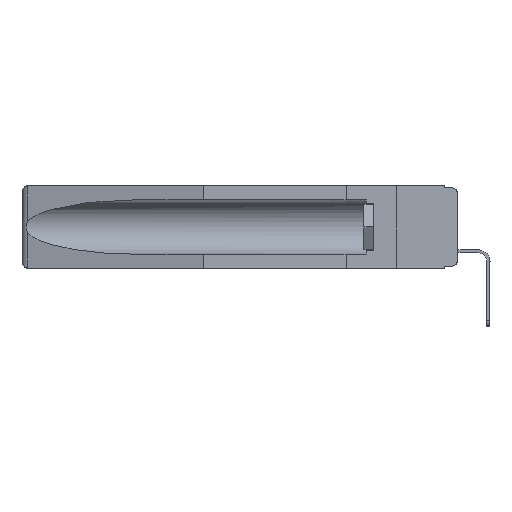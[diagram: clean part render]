
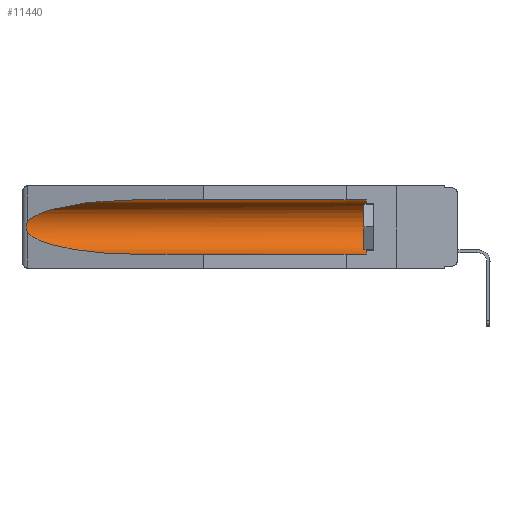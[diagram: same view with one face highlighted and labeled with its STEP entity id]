
A CAD part, left-side view. The second image highlights one B-rep face of the part: STEP entity #11440.
In plain terms, the highlighted cylindrical face has radius 2.857 mm (diameter 5.715 mm), a partial arc.
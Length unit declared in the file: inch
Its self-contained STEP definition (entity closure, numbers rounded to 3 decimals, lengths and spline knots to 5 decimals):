
#81 = DIRECTION ( 'NONE',  ( 0., 0., 1. ) ) ;
#240 = CARTESIAN_POINT ( 'NONE',  ( 0.155, 1.07973, -0.059 ) ) ;
#268 = EDGE_CURVE ( 'NONE', #790, #13180, #1239, .T. ) ;
#312 = CARTESIAN_POINT ( 'NONE',  ( 0.25451, 1.48313, -0.09465 ) ) ;
#727 = CARTESIAN_POINT ( 'NONE',  ( 0.21114, 1.30732, -0.284 ) ) ;
#790 = VERTEX_POINT ( 'NONE', #1537 ) ;
#1239 = B_SPLINE_CURVE_WITH_KNOTS ( 'NONE', 3,
 ( #14867, #14647, #6481, #8193, #19863, #21404, #9866, #11396, #16307, #18236 ),
 .UNSPECIFIED., .F., .F.,
 ( 4, 2, 2, 2, 4 ),
 ( 0., 0.00029, 0.00058, 0.00087, 0.00117 ),
 .UNSPECIFIED. ) ;
#1537 = CARTESIAN_POINT ( 'NONE',  ( 0.26537, 1.52718, -0.14972 ) ) ;
#1616 = FACE_OUTER_BOUND ( 'NONE', #12874, .T. ) ;
#1655 =( BOUNDED_CURVE ( )  B_SPLINE_CURVE ( 3, ( #7540, #19227, #727, #17681 ),
 .UNSPECIFIED., .F., .F. ) 
 B_SPLINE_CURVE_WITH_KNOTS ( ( 4, 4 ),
 ( 0.1948, 1.5708 ),
 .UNSPECIFIED. ) 
 CURVE ( )  GEOMETRIC_REPRESENTATION_ITEM ( )  RATIONAL_B_SPLINE_CURVE ( ( 1., 0.848, 0.848, 1. ) ) 
 REPRESENTATION_ITEM ( '' )  );
#2064 = LINE ( 'NONE', #8954, #12563 ) ;
#3141 = CARTESIAN_POINT ( 'NONE',  ( 0.155, 0.126, -0.059 ) ) ;
#4444 = DIRECTION ( 'NONE',  ( 0., 1., 0. ) ) ;
#4936 = ORIENTED_EDGE ( 'NONE', *, *, #268, .T. ) ;
#5134 = ORIENTED_EDGE ( 'NONE', *, *, #9564, .T. ) ;
#6481 = CARTESIAN_POINT ( 'NONE',  ( 0.26654, 1.53092, -0.15636 ) ) ;
#6799 = CARTESIAN_POINT ( 'NONE',  ( 0.155, 0.126, -0.1715 ) ) ;
#7053 = ORIENTED_EDGE ( 'NONE', *, *, #7274, .T. ) ;
#7274 = EDGE_CURVE ( 'NONE', #20501, #790, #11702, .T. ) ;
#7540 = CARTESIAN_POINT ( 'NONE',  ( 0.26537, 1.52718, -0.19328 ) ) ;
#7722 = CARTESIAN_POINT ( 'NONE',  ( 0.155, -0.30754, -0.1715 ) ) ;
#8177 = CYLINDRICAL_SURFACE ( 'NONE', #14909, 0.1125 ) ;
#8193 = CARTESIAN_POINT ( 'NONE',  ( 0.2673, 1.5327, -0.16383 ) ) ;
#8954 = CARTESIAN_POINT ( 'NONE',  ( 0.155, -0.30754, -0.284 ) ) ;
#9564 = EDGE_CURVE ( 'NONE', #16861, #20501, #20944, .T. ) ;
#9866 = CARTESIAN_POINT ( 'NONE',  ( 0.2673, 1.53269, -0.17917 ) ) ;
#9984 = ORIENTED_EDGE ( 'NONE', *, *, #14526, .T. ) ;
#10047 = CARTESIAN_POINT ( 'NONE',  ( 0.155, 1.07973, -0.059 ) ) ;
#10126 = EDGE_CURVE ( 'NONE', #17978, #15762, #2064, .T. ) ;
#10765 = CARTESIAN_POINT ( 'NONE',  ( 0.26537, 1.52718, -0.19328 ) ) ;
#11396 = CARTESIAN_POINT ( 'NONE',  ( 0.26655, 1.53094, -0.18657 ) ) ;
#11440 = ADVANCED_FACE ( 'NONE', ( #1616 ), #8177, .F. ) ;
#11702 =( BOUNDED_CURVE ( )  B_SPLINE_CURVE ( 3, ( #240, #13427, #312, #11964 ),
 .UNSPECIFIED., .F., .F. ) 
 B_SPLINE_CURVE_WITH_KNOTS ( ( 4, 4 ),
 ( 4.71239, 6.08839 ),
 .UNSPECIFIED. ) 
 CURVE ( )  GEOMETRIC_REPRESENTATION_ITEM ( )  RATIONAL_B_SPLINE_CURVE ( ( 1., 0.848, 0.848, 1. ) ) 
 REPRESENTATION_ITEM ( '' )  );
#11964 = CARTESIAN_POINT ( 'NONE',  ( 0.26537, 1.52718, -0.14972 ) ) ;
#12563 = VECTOR ( 'NONE', #20664, 39.37008 ) ;
#12874 = EDGE_LOOP ( 'NONE', ( #7053, #4936, #9984, #14955, #17814, #5134 ) ) ;
#12986 = CARTESIAN_POINT ( 'NONE',  ( 0.155, 1.07973, -0.284 ) ) ;
#13180 = VERTEX_POINT ( 'NONE', #10765 ) ;
#13427 = CARTESIAN_POINT ( 'NONE',  ( 0.21114, 1.30732, -0.059 ) ) ;
#14526 = EDGE_CURVE ( 'NONE', #13180, #15762, #1655, .T. ) ;
#14647 = CARTESIAN_POINT ( 'NONE',  ( 0.26597, 1.52961, -0.15275 ) ) ;
#14867 = CARTESIAN_POINT ( 'NONE',  ( 0.26537, 1.52718, -0.14972 ) ) ;
#14909 = AXIS2_PLACEMENT_3D ( 'NONE', #7722, #4444, #16143 ) ;
#14955 = ORIENTED_EDGE ( 'NONE', *, *, #10126, .F. ) ;
#15268 = CARTESIAN_POINT ( 'NONE',  ( 0.155, 0.126, -0.284 ) ) ;
#15629 = CARTESIAN_POINT ( 'NONE',  ( 0.155, -0.30754, -0.059 ) ) ;
#15762 = VERTEX_POINT ( 'NONE', #12986 ) ;
#15771 = DIRECTION ( 'NONE',  ( 0., 1., 0. ) ) ;
#16143 = DIRECTION ( 'NONE',  ( 0., 0., 1. ) ) ;
#16208 = EDGE_CURVE ( 'NONE', #17978, #16861, #19745, .T. ) ;
#16307 = CARTESIAN_POINT ( 'NONE',  ( 0.26597, 1.5296, -0.19026 ) ) ;
#16861 = VERTEX_POINT ( 'NONE', #3141 ) ;
#17681 = CARTESIAN_POINT ( 'NONE',  ( 0.155, 1.07973, -0.284 ) ) ;
#17814 = ORIENTED_EDGE ( 'NONE', *, *, #16208, .T. ) ;
#17978 = VERTEX_POINT ( 'NONE', #15268 ) ;
#18236 = CARTESIAN_POINT ( 'NONE',  ( 0.26537, 1.52718, -0.19328 ) ) ;
#18423 = DIRECTION ( 'NONE',  ( 0., -1., 0. ) ) ;
#19227 = CARTESIAN_POINT ( 'NONE',  ( 0.25451, 1.48313, -0.24835 ) ) ;
#19745 = CIRCLE ( 'NONE', #21406, 0.1125 ) ;
#19863 = CARTESIAN_POINT ( 'NONE',  ( 0.2675, 1.53308, -0.16763 ) ) ;
#20403 = VECTOR ( 'NONE', #15771, 39.37008 ) ;
#20501 = VERTEX_POINT ( 'NONE', #10047 ) ;
#20664 = DIRECTION ( 'NONE',  ( 0., 1., 0. ) ) ;
#20944 = LINE ( 'NONE', #15629, #20403 ) ;
#21404 = CARTESIAN_POINT ( 'NONE',  ( 0.2675, 1.53308, -0.17534 ) ) ;
#21406 = AXIS2_PLACEMENT_3D ( 'NONE', #6799, #18423, #81 ) ;
